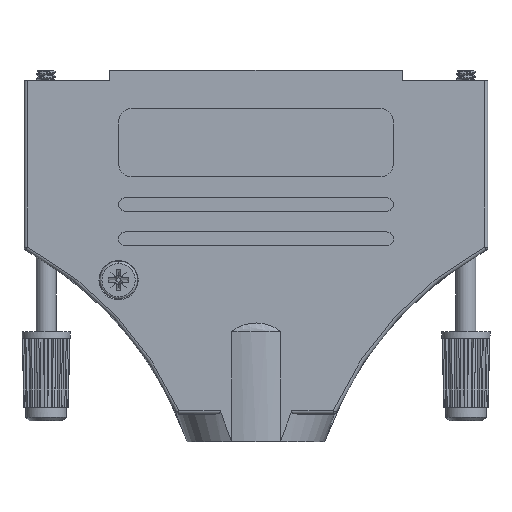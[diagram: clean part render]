
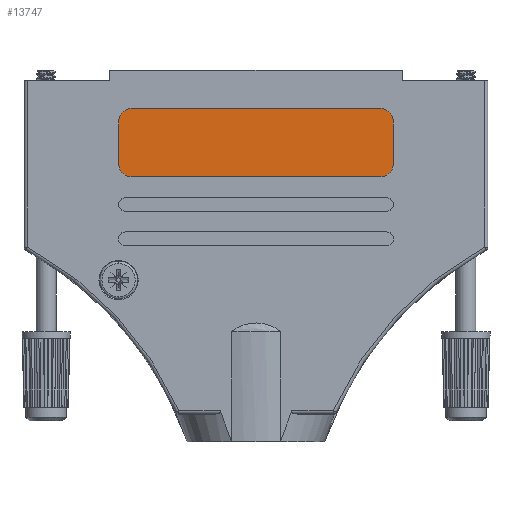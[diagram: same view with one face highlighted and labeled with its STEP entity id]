
A CAD part, front view. The second image highlights one B-rep face of the part: STEP entity #13747.
In plain terms, the highlighted planar face has unit normal (0, -1, 0).
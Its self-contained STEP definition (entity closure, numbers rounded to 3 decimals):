
#712 = VERTEX_POINT ( 'NONE', #20155 ) ;
#1606 = LINE ( 'NONE', #30266, #3243 ) ;
#1965 = DIRECTION ( 'NONE',  ( 0., 1., 0. ) ) ;
#2020 = EDGE_CURVE ( 'NONE', #20391, #13989, #23047, .T. ) ;
#2299 = CIRCLE ( 'NONE', #10644, 2. ) ;
#3177 = CARTESIAN_POINT ( 'NONE',  ( -18., 0.3, -13.5 ) ) ;
#3243 = VECTOR ( 'NONE', #13236, 1000. ) ;
#3837 = FACE_OUTER_BOUND ( 'NONE', #27325, .T. ) ;
#4226 = CARTESIAN_POINT ( 'NONE',  ( 18., 0.3, -15.5 ) ) ;
#4256 = CARTESIAN_POINT ( 'NONE',  ( -18., 0.3, -7.5 ) ) ;
#4722 = CIRCLE ( 'NONE', #23019, 2. ) ;
#4827 = ORIENTED_EDGE ( 'NONE', *, *, #5296, .T. ) ;
#4948 = CARTESIAN_POINT ( 'NONE',  ( 18., 0.3, -7.5 ) ) ;
#5042 = CIRCLE ( 'NONE', #12449, 2. ) ;
#5296 = EDGE_CURVE ( 'NONE', #22445, #26596, #14911, .T. ) ;
#6168 = DIRECTION ( 'NONE',  ( -1., 0., 0. ) ) ;
#6893 = DIRECTION ( 'NONE',  ( -1., 0., 0. ) ) ;
#7080 = AXIS2_PLACEMENT_3D ( 'NONE', #4256, #20089, #6893 ) ;
#8186 = ORIENTED_EDGE ( 'NONE', *, *, #11536, .T. ) ;
#9215 = VECTOR ( 'NONE', #26674, 1000. ) ;
#9395 = EDGE_CURVE ( 'NONE', #13989, #712, #16471, .T. ) ;
#9747 = DIRECTION ( 'NONE',  ( -1., 0., 0. ) ) ;
#10084 = VERTEX_POINT ( 'NONE', #28826 ) ;
#10096 = CARTESIAN_POINT ( 'NONE',  ( 18., 0.3, -13.5 ) ) ;
#10545 = CARTESIAN_POINT ( 'NONE',  ( -20., 0.3, -13.5 ) ) ;
#10568 = CARTESIAN_POINT ( 'NONE',  ( -18., 0.3, -15.5 ) ) ;
#10644 = AXIS2_PLACEMENT_3D ( 'NONE', #10096, #21704, #12414 ) ;
#11536 = EDGE_CURVE ( 'NONE', #26596, #20391, #5042, .T. ) ;
#12046 = CARTESIAN_POINT ( 'NONE',  ( 20., 0.3, -13.5 ) ) ;
#12220 = DIRECTION ( 'NONE',  ( 0., -1., 0. ) ) ;
#12414 = DIRECTION ( 'NONE',  ( -1., 0., 0. ) ) ;
#12449 = AXIS2_PLACEMENT_3D ( 'NONE', #4948, #12220, #9747 ) ;
#12628 = ORIENTED_EDGE ( 'NONE', *, *, #13440, .T. ) ;
#12793 = VERTEX_POINT ( 'NONE', #10545 ) ;
#13236 = DIRECTION ( 'NONE',  ( 0., 0., -1. ) ) ;
#13440 = EDGE_CURVE ( 'NONE', #19018, #22445, #2299, .T. ) ;
#13747 = ADVANCED_FACE ( 'NONE', ( #3837 ), #16069, .F. ) ;
#13805 = EDGE_CURVE ( 'NONE', #12793, #10084, #4722, .T. ) ;
#13877 = CARTESIAN_POINT ( 'NONE',  ( 18., 0.3, -5.5 ) ) ;
#13989 = VERTEX_POINT ( 'NONE', #15933 ) ;
#14321 = EDGE_CURVE ( 'NONE', #712, #12793, #1606, .T. ) ;
#14566 = EDGE_CURVE ( 'NONE', #10084, #19018, #17226, .T. ) ;
#14911 = LINE ( 'NONE', #24361, #27278 ) ;
#15719 = ORIENTED_EDGE ( 'NONE', *, *, #2020, .T. ) ;
#15933 = CARTESIAN_POINT ( 'NONE',  ( -18., 0.3, -5.5 ) ) ;
#16069 = PLANE ( 'NONE',  #30506 ) ;
#16381 = CARTESIAN_POINT ( 'NONE',  ( -18., 0.3, -5.5 ) ) ;
#16471 = CIRCLE ( 'NONE', #7080, 2. ) ;
#17226 = LINE ( 'NONE', #10568, #9215 ) ;
#18097 = DIRECTION ( 'NONE',  ( -1., 0., 0. ) ) ;
#18203 = VECTOR ( 'NONE', #18097, 1000. ) ;
#18275 = ORIENTED_EDGE ( 'NONE', *, *, #14566, .T. ) ;
#19018 = VERTEX_POINT ( 'NONE', #4226 ) ;
#19748 = DIRECTION ( 'NONE',  ( 0., -1., 0. ) ) ;
#20089 = DIRECTION ( 'NONE',  ( 0., -1., 0. ) ) ;
#20155 = CARTESIAN_POINT ( 'NONE',  ( -20., 0.3, -7.5 ) ) ;
#20391 = VERTEX_POINT ( 'NONE', #13877 ) ;
#20443 = ORIENTED_EDGE ( 'NONE', *, *, #14321, .T. ) ;
#21704 = DIRECTION ( 'NONE',  ( 0., -1., 0. ) ) ;
#22445 = VERTEX_POINT ( 'NONE', #12046 ) ;
#22671 = ORIENTED_EDGE ( 'NONE', *, *, #9395, .T. ) ;
#23019 = AXIS2_PLACEMENT_3D ( 'NONE', #3177, #19748, #29194 ) ;
#23047 = LINE ( 'NONE', #16381, #18203 ) ;
#23705 = CARTESIAN_POINT ( 'NONE',  ( 20., 0.3, -7.5 ) ) ;
#24106 = ORIENTED_EDGE ( 'NONE', *, *, #13805, .T. ) ;
#24361 = CARTESIAN_POINT ( 'NONE',  ( 20., 0.3, -7.5 ) ) ;
#26596 = VERTEX_POINT ( 'NONE', #23705 ) ;
#26674 = DIRECTION ( 'NONE',  ( 1., 0., 0. ) ) ;
#26995 = DIRECTION ( 'NONE',  ( 0., 0., 1. ) ) ;
#27278 = VECTOR ( 'NONE', #26995, 1000. ) ;
#27325 = EDGE_LOOP ( 'NONE', ( #8186, #15719, #22671, #20443, #24106, #18275, #12628, #4827 ) ) ;
#27395 = CARTESIAN_POINT ( 'NONE',  ( 18., 0.3, -7.5 ) ) ;
#28826 = CARTESIAN_POINT ( 'NONE',  ( -18., 0.3, -15.5 ) ) ;
#29194 = DIRECTION ( 'NONE',  ( -1., 0., 0. ) ) ;
#30266 = CARTESIAN_POINT ( 'NONE',  ( -20., 0.3, -7.5 ) ) ;
#30506 = AXIS2_PLACEMENT_3D ( 'NONE', #27395, #1965, #6168 ) ;
